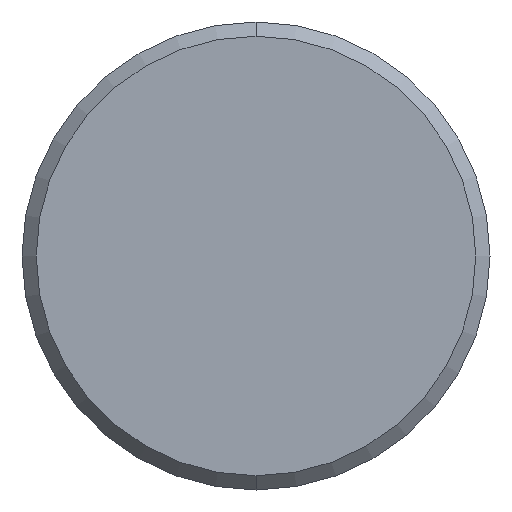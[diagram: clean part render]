
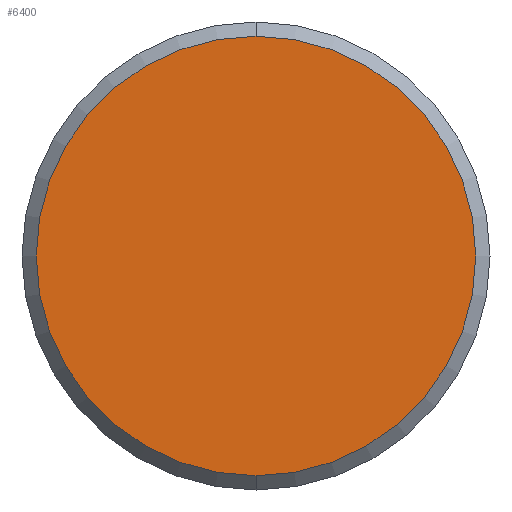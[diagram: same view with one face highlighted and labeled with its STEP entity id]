
A CAD part, front view. The second image highlights one B-rep face of the part: STEP entity #6400.
In plain terms, the highlighted planar face has unit normal (0, -1, 0).
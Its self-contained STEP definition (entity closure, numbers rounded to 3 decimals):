
#241 = PLANE ( 'NONE',  #1406 ) ;
#312 = ORIENTED_EDGE ( 'NONE', *, *, #612, .F. ) ;
#370 = DIRECTION ( 'NONE',  ( 0., 1., 0. ) ) ;
#612 = EDGE_CURVE ( 'NONE', #7766, #4664, #1506, .T. ) ;
#1239 = AXIS2_PLACEMENT_3D ( 'NONE', #7252, #6494, #3303 ) ;
#1406 = AXIS2_PLACEMENT_3D ( 'NONE', #4615, #2141, #3457 ) ;
#1478 = FACE_OUTER_BOUND ( 'NONE', #4709, .T. ) ;
#1506 = CIRCLE ( 'NONE', #1239, 11.738 ) ;
#1646 = CARTESIAN_POINT ( 'NONE',  ( 0., 0., 0. ) ) ;
#2141 = DIRECTION ( 'NONE',  ( 0., 1., 0. ) ) ;
#2269 = DIRECTION ( 'NONE',  ( 0., 0., 1. ) ) ;
#2974 = CARTESIAN_POINT ( 'NONE',  ( 0., 0., -11.738 ) ) ;
#3303 = DIRECTION ( 'NONE',  ( 0., 0., 1. ) ) ;
#3457 = DIRECTION ( 'NONE',  ( 0., 0., 1. ) ) ;
#3523 = AXIS2_PLACEMENT_3D ( 'NONE', #1646, #370, #2269 ) ;
#4615 = CARTESIAN_POINT ( 'NONE',  ( -11.738, 0., 0. ) ) ;
#4664 = VERTEX_POINT ( 'NONE', #8044 ) ;
#4709 = EDGE_LOOP ( 'NONE', ( #6883, #312 ) ) ;
#5512 = CIRCLE ( 'NONE', #3523, 11.738 ) ;
#6400 = ADVANCED_FACE ( 'NONE', ( #1478 ), #241, .F. ) ;
#6466 = EDGE_CURVE ( 'NONE', #4664, #7766, #5512, .T. ) ;
#6494 = DIRECTION ( 'NONE',  ( 0., 1., 0. ) ) ;
#6883 = ORIENTED_EDGE ( 'NONE', *, *, #6466, .F. ) ;
#7252 = CARTESIAN_POINT ( 'NONE',  ( 0., 0., 0. ) ) ;
#7766 = VERTEX_POINT ( 'NONE', #2974 ) ;
#8044 = CARTESIAN_POINT ( 'NONE',  ( 0., 0., 11.738 ) ) ;
